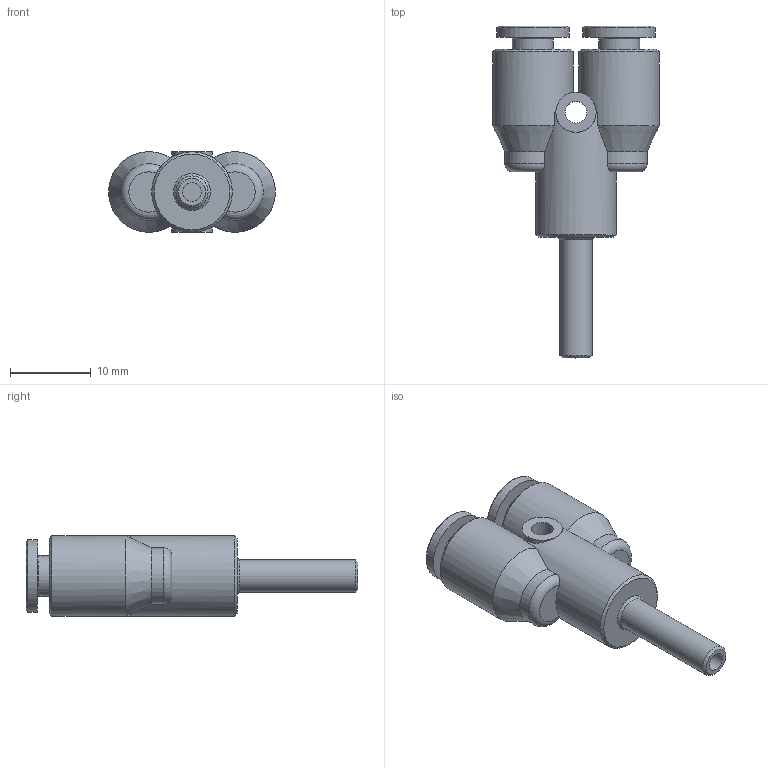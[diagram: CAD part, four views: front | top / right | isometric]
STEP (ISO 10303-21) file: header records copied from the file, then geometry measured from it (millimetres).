
FILE_DESCRIPTION(( 'RT.30.04.04.stp' ), '1');
FILE_NAME( 'RT.30.04.04.stp', '2019-06-19T14:18:08',( 'Sopra'),('sopra-pneumatic.com'), 'SwSTEP 2.0','SolidWorks 2009','' );
FILE_SCHEMA( ( 'CONFIG_CONTROL_DESIGN' ) );
Length unit declared in the file: millimetre
Products named in the file (1): Taglia-Rivoluzione2
Bounding box: 20.7 x 41.2 x 10 mm (x, y, z)
Volume: 2812 mm3; surface area: 2590.1 mm2
Topology: 1 solids, 1 shells, 68 faces, 167 edges, 107 vertices
Faces by surface type: plane 31, cylinder 22, cone 13, torus 2
Full cylindrical faces by diameter (mm): 2.3 x1, 2.35 x1, 2.7 x1, 4 x1, 4.15 x2, 5 x1, 5.1 x2, 9 x2, 10 x3
Entity records: 2099 total; most frequent: CARTESIAN_POINT 548, DIRECTION 326, ORIENTED_EDGE 272, AXIS2_PLACEMENT_3D 137, EDGE_CURVE 136, EDGE_LOOP 104, VERTEX_POINT 100, FACE_OUTER_BOUND 81
